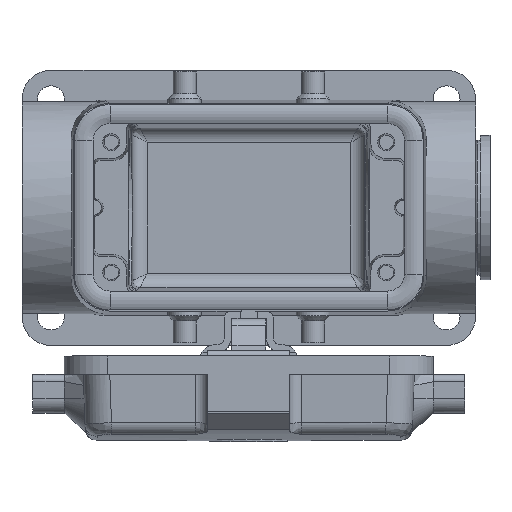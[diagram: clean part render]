
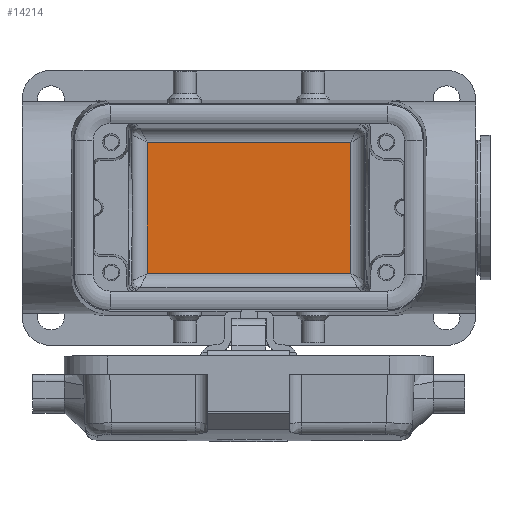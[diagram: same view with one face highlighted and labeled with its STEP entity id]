
A CAD part, top view. The second image highlights one B-rep face of the part: STEP entity #14214.
In plain terms, the highlighted planar face has unit normal (0, 0, 1).
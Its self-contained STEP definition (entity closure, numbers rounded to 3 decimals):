
#14055=CARTESIAN_POINT('',(21.061,13.567,-65.25));
#14056=VERTEX_POINT('',#14055);
#14128=CARTESIAN_POINT('',(-21.061,13.567,-65.25));
#14129=VERTEX_POINT('',#14128);
#14167=CARTESIAN_POINT('',(-21.061,-13.567,-65.25));
#14168=VERTEX_POINT('',#14167);
#14176=CARTESIAN_POINT('',(-21.061,13.567,-65.25));
#14177=DIRECTION('',(0.0,-1.0,0.0));
#14178=VECTOR('',#14177,27.135);
#14179=LINE('',#14176,#14178);
#14180=EDGE_CURVE('',#14129,#14168,#14179,.T.);
#14186=CARTESIAN_POINT('',(24.,-17.75,-65.25));
#14187=DIRECTION('',(0.0,0.0,-1.0));
#14188=DIRECTION('',(-1.0,0.0,0.0));
#14189=AXIS2_PLACEMENT_3D('',#14186,#14187,#14188);
#14190=PLANE('',#14189);
#14191=CARTESIAN_POINT('',(21.061,-13.567,-65.25));
#14192=VERTEX_POINT('',#14191);
#14193=CARTESIAN_POINT('',(-21.061,-13.567,-65.25));
#14194=DIRECTION('',(1.0,0.0,0.0));
#14195=VECTOR('',#14194,42.122);
#14196=LINE('',#14193,#14195);
#14197=EDGE_CURVE('',#14168,#14192,#14196,.T.);
#14198=ORIENTED_EDGE('',*,*,#14197,.T.);
#14199=CARTESIAN_POINT('',(21.061,-13.567,-65.25));
#14200=DIRECTION('',(0.0,1.0,0.0));
#14201=VECTOR('',#14200,27.135);
#14202=LINE('',#14199,#14201);
#14203=EDGE_CURVE('',#14192,#14056,#14202,.T.);
#14204=ORIENTED_EDGE('',*,*,#14203,.T.);
#14205=CARTESIAN_POINT('',(21.061,13.567,-65.25));
#14206=DIRECTION('',(-1.0,0.0,0.0));
#14207=VECTOR('',#14206,42.122);
#14208=LINE('',#14205,#14207);
#14209=EDGE_CURVE('',#14056,#14129,#14208,.T.);
#14210=ORIENTED_EDGE('',*,*,#14209,.T.);
#14211=ORIENTED_EDGE('',*,*,#14180,.T.);
#14212=EDGE_LOOP('',(#14198,#14204,#14210,#14211));
#14213=FACE_OUTER_BOUND('',#14212,.T.);
#14214=ADVANCED_FACE('',(#14213),#14190,.F.);
